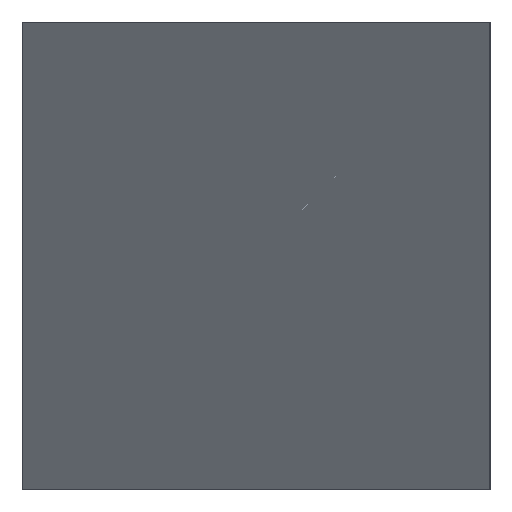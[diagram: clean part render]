
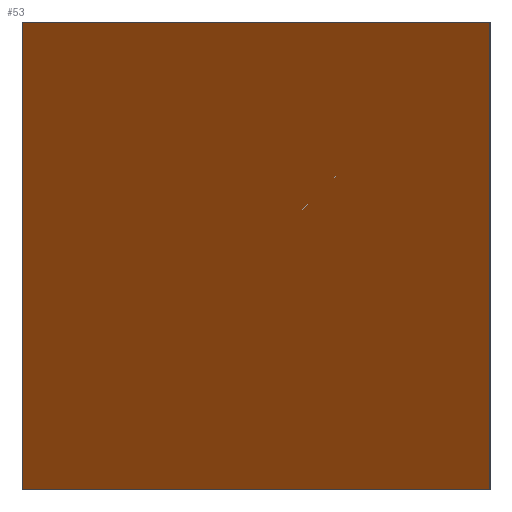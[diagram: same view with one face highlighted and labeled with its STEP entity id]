
A CAD part, left-side view. The second image highlights one B-rep face of the part: STEP entity #53.
In plain terms, the highlighted planar face has unit normal (-0.707, 0.707, 0).
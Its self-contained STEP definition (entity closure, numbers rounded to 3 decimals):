
#2 = CARTESIAN_POINT ( 'NONE',  ( 38.344, 49.922, 0. ) ) ;
#11 = VERTEX_POINT ( 'NONE', #163 ) ;
#17 = VERTEX_POINT ( 'NONE', #260 ) ;
#19 = PLANE ( 'NONE',  #215 ) ;
#20 = LINE ( 'NONE', #58, #272 ) ;
#39 = CARTESIAN_POINT ( 'NONE',  ( 38.344, 49.922, 10. ) ) ;
#53 = ADVANCED_FACE ( 'NONE', ( #154 ), #19, .F. ) ;
#56 = ORIENTED_EDGE ( 'NONE', *, *, #73, .T. ) ;
#58 = CARTESIAN_POINT ( 'NONE',  ( 38.344, 49.922, 10. ) ) ;
#60 = LINE ( 'NONE', #2, #294 ) ;
#61 = ORIENTED_EDGE ( 'NONE', *, *, #299, .T. ) ;
#73 = EDGE_CURVE ( 'NONE', #11, #302, #201, .T. ) ;
#80 = EDGE_CURVE ( 'NONE', #17, #99, #20, .T. ) ;
#82 = DIRECTION ( 'NONE',  ( 0., 0., -1. ) ) ;
#99 = VERTEX_POINT ( 'NONE', #217 ) ;
#100 = EDGE_CURVE ( 'NONE', #11, #17, #265, .T. ) ;
#115 = ORIENTED_EDGE ( 'NONE', *, *, #100, .F. ) ;
#122 = DIRECTION ( 'NONE',  ( -0.707, -0.707, 0. ) ) ;
#128 = VECTOR ( 'NONE', #261, 1000. ) ;
#135 = DIRECTION ( 'NONE',  ( 0.707, -0.707, 0. ) ) ;
#146 = EDGE_LOOP ( 'NONE', ( #61, #257, #115, #56 ) ) ;
#154 = FACE_OUTER_BOUND ( 'NONE', #146, .T. ) ;
#159 = CARTESIAN_POINT ( 'NONE',  ( 48.344, 59.922, 10. ) ) ;
#163 = CARTESIAN_POINT ( 'NONE',  ( 48.344, 59.922, 10. ) ) ;
#185 = CARTESIAN_POINT ( 'NONE',  ( 38.344, 49.922, 10. ) ) ;
#187 = DIRECTION ( 'NONE',  ( 0., 0., -1. ) ) ;
#189 = CARTESIAN_POINT ( 'NONE',  ( 48.344, 59.922, 0. ) ) ;
#201 = LINE ( 'NONE', #159, #269 ) ;
#215 = AXIS2_PLACEMENT_3D ( 'NONE', #185, #135, #308 ) ;
#217 = CARTESIAN_POINT ( 'NONE',  ( 38.344, 49.922, 0. ) ) ;
#257 = ORIENTED_EDGE ( 'NONE', *, *, #80, .F. ) ;
#260 = CARTESIAN_POINT ( 'NONE',  ( 38.344, 49.922, 10. ) ) ;
#261 = DIRECTION ( 'NONE',  ( -0.707, -0.707, 0. ) ) ;
#265 = LINE ( 'NONE', #39, #128 ) ;
#269 = VECTOR ( 'NONE', #187, 1000. ) ;
#272 = VECTOR ( 'NONE', #82, 1000. ) ;
#294 = VECTOR ( 'NONE', #122, 1000. ) ;
#299 = EDGE_CURVE ( 'NONE', #302, #99, #60, .T. ) ;
#302 = VERTEX_POINT ( 'NONE', #189 ) ;
#308 = DIRECTION ( 'NONE',  ( 0.707, 0.707, 0. ) ) ;
